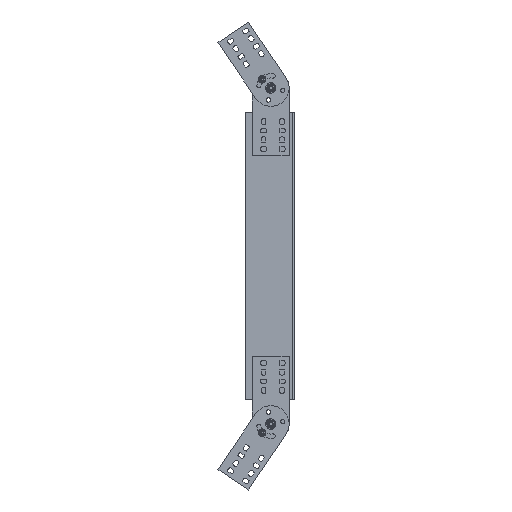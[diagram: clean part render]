
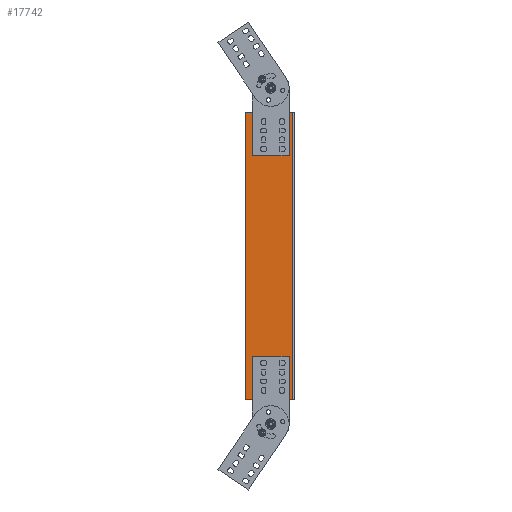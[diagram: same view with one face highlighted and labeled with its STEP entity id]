
A CAD part, left-side view. The second image highlights one B-rep face of the part: STEP entity #17742.
In plain terms, the highlighted planar face has unit normal (-1, 0, 0).
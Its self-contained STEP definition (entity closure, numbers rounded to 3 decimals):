
#212 = CARTESIAN_POINT ( 'NONE',  ( -184.243, 261.73, 165. ) ) ;
#232 = DIRECTION ( 'NONE',  ( 0., -1., 0. ) ) ;
#2307 = VECTOR ( 'NONE', #3188, 1000. ) ;
#2310 = LINE ( 'NONE', #3189, #2307 ) ;
#3188 = DIRECTION ( 'NONE',  ( 0., -1., 0. ) ) ;
#3189 = CARTESIAN_POINT ( 'NONE',  ( -184.243, 261.73, -165. ) ) ;
#7870 = CARTESIAN_POINT ( 'NONE',  ( -184.243, 58.367, -235. ) ) ;
#7922 = CARTESIAN_POINT ( 'NONE',  ( -184.243, 46.367, -165. ) ) ;
#8031 = CARTESIAN_POINT ( 'NONE',  ( -184.243, -13.633, -165. ) ) ;
#8320 = VECTOR ( 'NONE', #18296, 1000. ) ;
#8322 = VECTOR ( 'NONE', #18322, 1000. ) ;
#8323 = LINE ( 'NONE', #18298, #8320 ) ;
#8324 = LINE ( 'NONE', #18309, #8322 ) ;
#8469 = VECTOR ( 'NONE', #18860, 1000. ) ;
#8472 = LINE ( 'NONE', #18862, #8469 ) ;
#8490 = VECTOR ( 'NONE', #18903, 1000. ) ;
#8493 = LINE ( 'NONE', #18905, #8490 ) ;
#8873 = VECTOR ( 'NONE', #25222, 1000. ) ;
#8875 = VECTOR ( 'NONE', #25235, 1000. ) ;
#8877 = LINE ( 'NONE', #25230, #8873 ) ;
#8879 = LINE ( 'NONE', #25229, #8875 ) ;
#8920 = VECTOR ( 'NONE', #25312, 1000. ) ;
#8926 = LINE ( 'NONE', #25307, #8920 ) ;
#8952 = VECTOR ( 'NONE', #25407, 1000. ) ;
#8956 = LINE ( 'NONE', #25405, #8952 ) ;
#10129 = EDGE_LOOP ( 'NONE', ( #22875, #22874, #22873, #22872, #22871, #22870, #22869, #22868, #22867, #22866, #22865, #22864 ) ) ;
#11151 = VECTOR ( 'NONE', #232, 1000. ) ;
#11161 = LINE ( 'NONE', #212, #11151 ) ;
#11620 = VECTOR ( 'NONE', #13896, 1000. ) ;
#11623 = LINE ( 'NONE', #13885, #11620 ) ;
#11639 = VECTOR ( 'NONE', #13901, 1000. ) ;
#11643 = LINE ( 'NONE', #13902, #11639 ) ;
#11911 = FACE_OUTER_BOUND ( 'NONE', #10129, .T. ) ;
#12500 = EDGE_CURVE ( 'NONE', #23789, #21936, #8956, .T. ) ;
#12522 = EDGE_CURVE ( 'NONE', #21973, #24710, #8926, .T. ) ;
#12547 = EDGE_CURVE ( 'NONE', #23969, #23413, #8879, .T. ) ;
#12548 = EDGE_CURVE ( 'NONE', #23421, #24363, #8877, .T. ) ;
#12802 = EDGE_CURVE ( 'NONE', #24613, #21936, #8493, .T. ) ;
#12814 = EDGE_CURVE ( 'NONE', #21973, #24450, #8472, .T. ) ;
#12915 = EDGE_CURVE ( 'NONE', #23789, #23969, #8324, .T. ) ;
#12916 = EDGE_CURVE ( 'NONE', #24710, #24363, #8323, .T. ) ;
#12964 = CARTESIAN_POINT ( 'NONE',  ( -184.243, -19.833, -235. ) ) ;
#13025 = CARTESIAN_POINT ( 'NONE',  ( -184.243, -13.633, 165. ) ) ;
#13028 = CARTESIAN_POINT ( 'NONE',  ( -184.243, 46.367, 165. ) ) ;
#13056 = CARTESIAN_POINT ( 'NONE',  ( -184.243, 46.367, 235. ) ) ;
#13065 = CARTESIAN_POINT ( 'NONE',  ( -184.243, -13.633, 235. ) ) ;
#13123 = CARTESIAN_POINT ( 'NONE',  ( -184.243, -13.633, -235. ) ) ;
#13367 = CARTESIAN_POINT ( 'NONE',  ( -184.243, 46.367, -235. ) ) ;
#13885 = CARTESIAN_POINT ( 'NONE',  ( -184.243, 46.367, 29.5 ) ) ;
#13896 = DIRECTION ( 'NONE',  ( 0., 0., -1. ) ) ;
#13901 = DIRECTION ( 'NONE',  ( 0., 0., 1. ) ) ;
#13902 = CARTESIAN_POINT ( 'NONE',  ( -184.243, -13.633, 29.5 ) ) ;
#14374 = DIRECTION ( 'NONE',  ( 0., -1., 0. ) ) ;
#14375 = DIRECTION ( 'NONE',  ( 1., 0., 0. ) ) ;
#14379 = PLANE ( 'NONE',  #15467 ) ;
#14388 = CARTESIAN_POINT ( 'NONE',  ( -184.243, 58.367, -235. ) ) ;
#15467 = AXIS2_PLACEMENT_3D ( 'NONE', #14388, #14375, #14374 ) ;
#17742 = ADVANCED_FACE ( 'NONE', ( #11911 ), #14379, .F. ) ;
#18296 = DIRECTION ( 'NONE',  ( 0., 0., 1. ) ) ;
#18298 = CARTESIAN_POINT ( 'NONE',  ( -184.243, 58.367, -235. ) ) ;
#18309 = CARTESIAN_POINT ( 'NONE',  ( -184.243, -19.833, -235. ) ) ;
#18322 = DIRECTION ( 'NONE',  ( 0., 0., 1. ) ) ;
#18860 = DIRECTION ( 'NONE',  ( 0., 0., 1. ) ) ;
#18862 = CARTESIAN_POINT ( 'NONE',  ( -184.243, 46.367, -29.5 ) ) ;
#18903 = DIRECTION ( 'NONE',  ( 0., 0., -1. ) ) ;
#18905 = CARTESIAN_POINT ( 'NONE',  ( -184.243, -13.633, -29.5 ) ) ;
#19040 = EDGE_CURVE ( 'NONE', #23457, #23413, #11643, .T. ) ;
#19046 = EDGE_CURVE ( 'NONE', #23421, #23453, #11623, .T. ) ;
#19208 = EDGE_CURVE ( 'NONE', #23453, #23457, #11161, .T. ) ;
#19620 = EDGE_CURVE ( 'NONE', #24450, #24613, #2310, .T. ) ;
#21936 = VERTEX_POINT ( 'NONE', #13123 ) ;
#21973 = VERTEX_POINT ( 'NONE', #13367 ) ;
#22221 = CARTESIAN_POINT ( 'NONE',  ( -184.243, 58.367, 235. ) ) ;
#22248 = CARTESIAN_POINT ( 'NONE',  ( -184.243, -19.833, 235. ) ) ;
#22864 = ORIENTED_EDGE ( 'NONE', *, *, #12915, .T. ) ;
#22865 = ORIENTED_EDGE ( 'NONE', *, *, #12500, .F. ) ;
#22866 = ORIENTED_EDGE ( 'NONE', *, *, #12802, .T. ) ;
#22867 = ORIENTED_EDGE ( 'NONE', *, *, #19620, .T. ) ;
#22868 = ORIENTED_EDGE ( 'NONE', *, *, #12814, .T. ) ;
#22869 = ORIENTED_EDGE ( 'NONE', *, *, #12522, .F. ) ;
#22870 = ORIENTED_EDGE ( 'NONE', *, *, #12916, .F. ) ;
#22871 = ORIENTED_EDGE ( 'NONE', *, *, #12548, .T. ) ;
#22872 = ORIENTED_EDGE ( 'NONE', *, *, #19046, .F. ) ;
#22873 = ORIENTED_EDGE ( 'NONE', *, *, #19208, .F. ) ;
#22874 = ORIENTED_EDGE ( 'NONE', *, *, #19040, .F. ) ;
#22875 = ORIENTED_EDGE ( 'NONE', *, *, #12547, .T. ) ;
#23413 = VERTEX_POINT ( 'NONE', #13065 ) ;
#23421 = VERTEX_POINT ( 'NONE', #13056 ) ;
#23453 = VERTEX_POINT ( 'NONE', #13028 ) ;
#23457 = VERTEX_POINT ( 'NONE', #13025 ) ;
#23789 = VERTEX_POINT ( 'NONE', #12964 ) ;
#23969 = VERTEX_POINT ( 'NONE', #22248 ) ;
#24363 = VERTEX_POINT ( 'NONE', #22221 ) ;
#24450 = VERTEX_POINT ( 'NONE', #7922 ) ;
#24613 = VERTEX_POINT ( 'NONE', #8031 ) ;
#24710 = VERTEX_POINT ( 'NONE', #7870 ) ;
#25222 = DIRECTION ( 'NONE',  ( 0., 1., 0. ) ) ;
#25229 = CARTESIAN_POINT ( 'NONE',  ( -184.243, 58.367, 235. ) ) ;
#25230 = CARTESIAN_POINT ( 'NONE',  ( -184.243, 58.367, 235. ) ) ;
#25235 = DIRECTION ( 'NONE',  ( 0., 1., 0. ) ) ;
#25307 = CARTESIAN_POINT ( 'NONE',  ( -184.243, 58.367, -235. ) ) ;
#25312 = DIRECTION ( 'NONE',  ( 0., 1., 0. ) ) ;
#25405 = CARTESIAN_POINT ( 'NONE',  ( -184.243, 58.367, -235. ) ) ;
#25407 = DIRECTION ( 'NONE',  ( 0., 1., 0. ) ) ;
